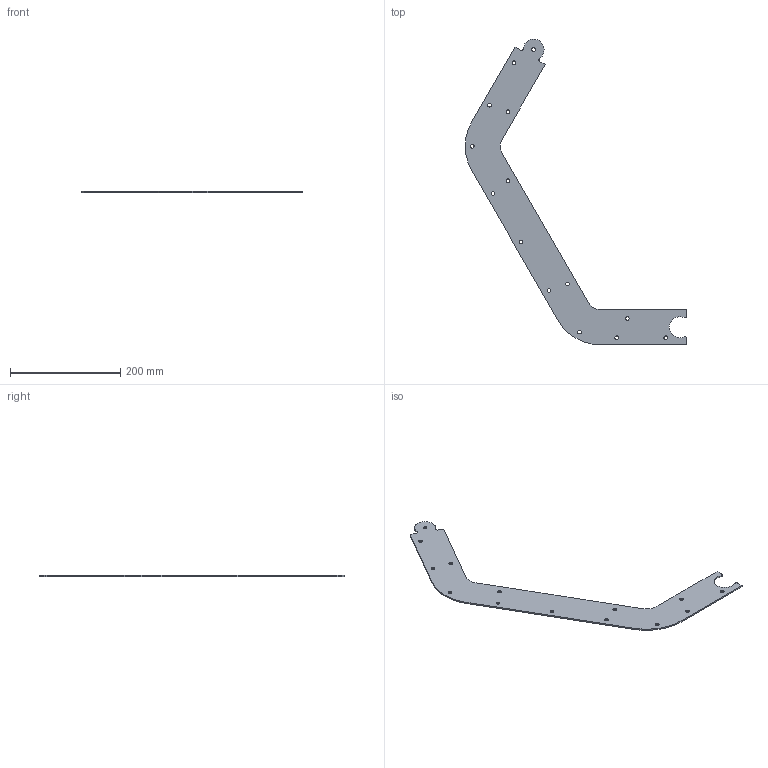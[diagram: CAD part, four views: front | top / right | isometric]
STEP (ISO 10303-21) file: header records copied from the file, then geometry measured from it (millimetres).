
FILE_DESCRIPTION (( 'STEP AP203' ), '1' );
FILE_NAME ('am-5794_third GE-26315-01- Hub Funnel Base Half AM Version.STEP', '2026-01-08T16:22:49', ( '' ), ( '' ), 'SwSTEP 2.0', 'SolidWorks 2024', '' );
FILE_SCHEMA (( 'CONFIG_CONTROL_DESIGN' ));
Length unit declared in the file: inch
Products named in the file (1): am-5794_third GE-26315-01- Hub Funnel Base Half AM Version
Bounding box: 401.69 x 553.83 x 2.54 mm (x, y, z)
Volume: 118902 mm3; surface area: 98735.9 mm2
Topology: 1 solids, 1 shells, 57 faces, 165 edges, 110 vertices
Faces by surface type: cylinder 45, plane 12
Entity records: 2064 total; most frequent: DIRECTION 371, CARTESIAN_POINT 333, ORIENTED_EDGE 330, EDGE_CURVE 165, AXIS2_PLACEMENT_3D 148, VERTEX_POINT 110, CIRCLE 90, EDGE_LOOP 85
